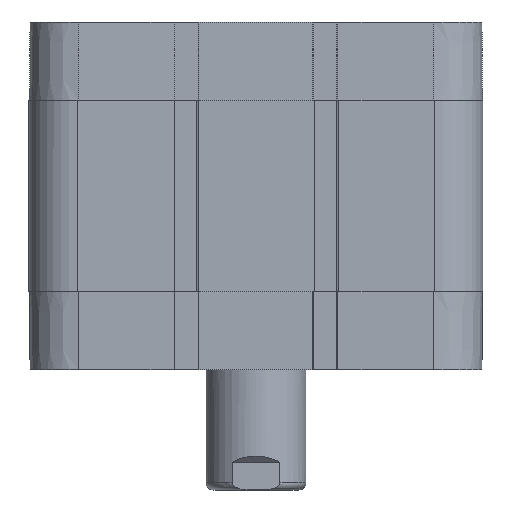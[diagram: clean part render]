
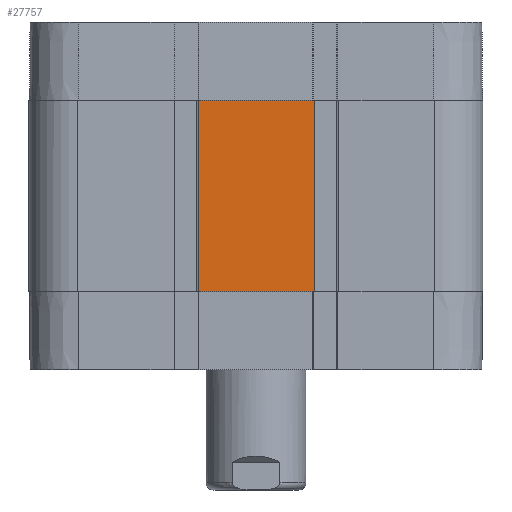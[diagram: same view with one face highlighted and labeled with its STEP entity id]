
A CAD part, left-side view. The second image highlights one B-rep face of the part: STEP entity #27757.
In plain terms, the highlighted planar face has unit normal (-1, 0, 0).
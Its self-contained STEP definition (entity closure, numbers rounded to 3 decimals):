
#4327=LINE($,#53278,#6424);
#4377=LINE($,#53465,#6474);
#4414=LINE($,#53601,#6511);
#4423=LINE($,#53616,#6520);
#6424=VECTOR($,#32157,2.9);
#6474=VECTOR($,#32321,2.9);
#6511=VECTOR($,#32430,4.8);
#6520=VECTOR($,#32451,4.8);
#8200=FACE_OUTER_BOUND($,#9864,.T.);
#9864=EDGE_LOOP($,(#24133,#24134,#24135,#24136));
#12889=VERTEX_POINT($,#53275);
#12890=VERTEX_POINT($,#53277);
#12969=VERTEX_POINT($,#53462);
#12970=VERTEX_POINT($,#53464);
#16676=EDGE_CURVE($,#12890,#12889,#4327,.T.);
#16769=EDGE_CURVE($,#12970,#12969,#4377,.T.);
#16839=EDGE_CURVE($,#12890,#12969,#4414,.T.);
#16848=EDGE_CURVE($,#12970,#12889,#4423,.T.);
#24133=ORIENTED_EDGE($,*,*,#16839,.F.);
#24134=ORIENTED_EDGE($,*,*,#16676,.T.);
#24135=ORIENTED_EDGE($,*,*,#16848,.F.);
#24136=ORIENTED_EDGE($,*,*,#16769,.T.);
#26428=PLANE($,#28909);
#27757=ADVANCED_FACE($,(#8200),#26428,.T.);
#28909=AXIS2_PLACEMENT_3D($,#53641,#32488,#32489);
#32157=DIRECTION($,(0.,-1.,0.));
#32321=DIRECTION($,(0.,1.,0.));
#32430=DIRECTION($,(0.,0.,1.));
#32451=DIRECTION($,(0.,0.,-1.));
#32488=DIRECTION('center_axis',(-1.,0.,0.));
#32489=DIRECTION('ref_axis',(0.,0.,1.));
#53275=CARTESIAN_POINT('',(-5.675,-1.45,-0.6));
#53277=CARTESIAN_POINT('',(-5.675,1.45,-0.6));
#53278=CARTESIAN_POINT($,(-5.675,1.45,-0.6));
#53462=CARTESIAN_POINT('',(-5.675,1.45,4.2));
#53464=CARTESIAN_POINT('',(-5.675,-1.45,4.2));
#53465=CARTESIAN_POINT($,(-5.675,-1.45,4.2));
#53601=CARTESIAN_POINT($,(-5.675,1.45,-0.6));
#53616=CARTESIAN_POINT($,(-5.675,-1.45,4.2));
#53641=CARTESIAN_POINT('Origin',(-5.675,-5.675,80.8));
